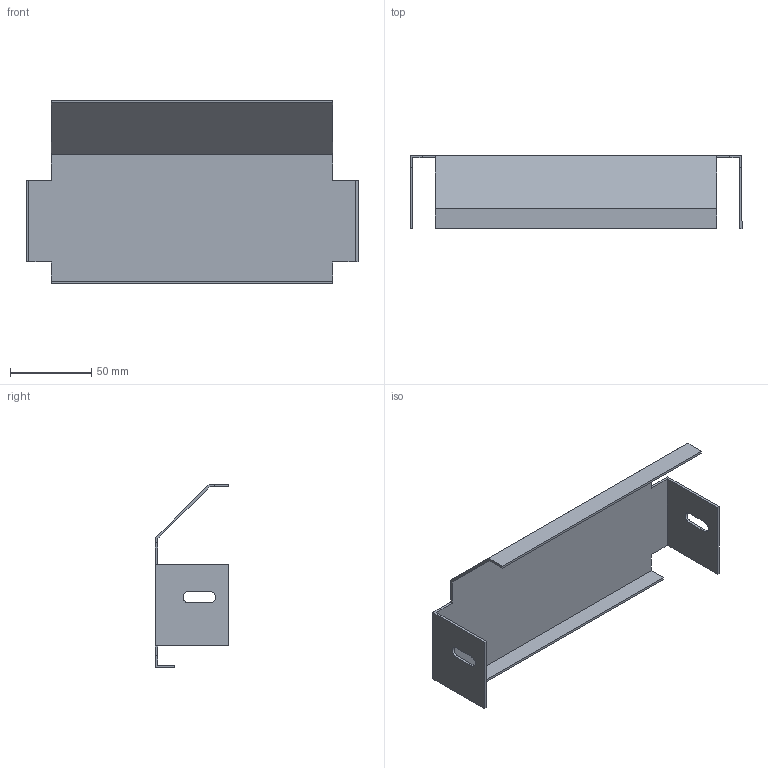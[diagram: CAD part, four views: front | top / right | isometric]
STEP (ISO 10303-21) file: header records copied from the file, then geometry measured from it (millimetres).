
FILE_DESCRIPTION (( 'STEP AP214' ), '1' );
FILE_NAME ('6221858.stp', '2017-03-22T07:05:58', ( '' ), ( '' ), 'SwSTEP 2.0', 'SolidWorks 2016', '' );
FILE_SCHEMA (( 'AUTOMOTIVE_DESIGN' ));
Length unit declared in the file: millimetre
Products named in the file (1): 6221858
Bounding box: 204 x 45 x 113 mm (x, y, z)
Volume: 46848.4 mm3; surface area: 63925.4 mm2
Topology: 1 solids, 1 shells, 52 faces, 150 edges, 100 vertices
Faces by surface type: plane 46, cylinder 6
Entity records: 1728 total; most frequent: CARTESIAN_POINT 303, ORIENTED_EDGE 300, DIRECTION 268, EDGE_CURVE 150, VECTOR 138, LINE 138, VERTEX_POINT 100, AXIS2_PLACEMENT_3D 65
